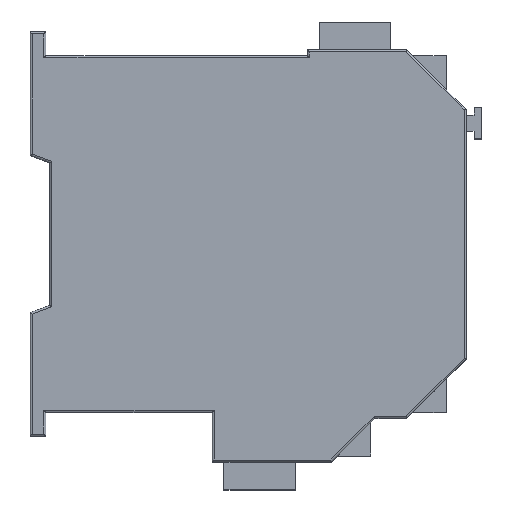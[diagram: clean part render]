
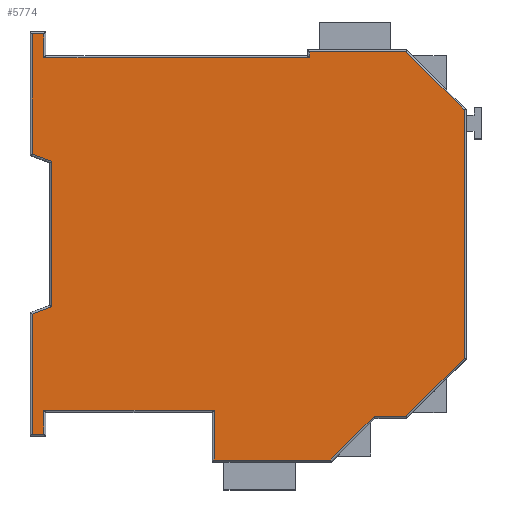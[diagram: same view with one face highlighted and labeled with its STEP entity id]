
A CAD part, top view. The second image highlights one B-rep face of the part: STEP entity #5774.
In plain terms, the highlighted planar face has unit normal (0, 0, 1).
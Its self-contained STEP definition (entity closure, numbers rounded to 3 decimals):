
#2036=DIRECTION('',(-1.,0.,0.));
#2037=VECTOR('',#2036,3.);
#2038=CARTESIAN_POINT('',(3.5,50.5,30.));
#2039=LINE('',#2038,#2037);
#2043=DIRECTION('',(0.,1.,0.));
#2044=VECTOR('',#2043,6.);
#2045=CARTESIAN_POINT('',(3.5,44.5,30.));
#2046=LINE('',#2045,#2044);
#2050=DIRECTION('',(-1.,0.,0.));
#2051=VECTOR('',#2050,67.);
#2052=CARTESIAN_POINT('',(70.5,44.5,30.));
#2053=LINE('',#2052,#2051);
#2057=DIRECTION('',(0.,-1.,0.));
#2058=VECTOR('',#2057,1.5);
#2059=CARTESIAN_POINT('',(70.5,46.,30.));
#2060=LINE('',#2059,#2058);
#2064=DIRECTION('',(-1.,0.,0.));
#2065=VECTOR('',#2064,24.293);
#2066=CARTESIAN_POINT('',(94.793,46.,30.));
#2067=LINE('',#2066,#2065);
#2071=DIRECTION('',(-0.707,0.707,0.));
#2072=VECTOR('',#2071,20.799);
#2073=CARTESIAN_POINT('',(109.5,31.293,30.));
#2074=LINE('',#2073,#2072);
#2078=DIRECTION('',(0.,1.,0.));
#2079=VECTOR('',#2078,62.586);
#2080=CARTESIAN_POINT('',(109.5,-31.293,30.));
#2081=LINE('',#2080,#2079);
#2085=DIRECTION('',(0.707,0.707,0.));
#2086=VECTOR('',#2085,20.799);
#2087=CARTESIAN_POINT('',(94.793,-46.,30.));
#2088=LINE('',#2087,#2086);
#2092=DIRECTION('',(1.,0.,0.));
#2093=VECTOR('',#2092,8.);
#2094=CARTESIAN_POINT('',(86.793,-46.,30.));
#2095=LINE('',#2094,#2093);
#2099=DIRECTION('',(0.707,0.707,0.));
#2100=VECTOR('',#2099,15.556);
#2101=CARTESIAN_POINT('',(75.793,-57.,30.));
#2102=LINE('',#2101,#2100);
#2106=DIRECTION('',(1.,0.,0.));
#2107=VECTOR('',#2106,29.372);
#2108=CARTESIAN_POINT('',(46.421,-57.,30.));
#2109=LINE('',#2108,#2107);
#2113=DIRECTION('',(0.,-1.,0.));
#2114=VECTOR('',#2113,12.5);
#2115=CARTESIAN_POINT('',(46.421,-44.5,30.));
#2116=LINE('',#2115,#2114);
#2120=DIRECTION('',(1.,0.,0.));
#2121=VECTOR('',#2120,42.921);
#2122=CARTESIAN_POINT('',(3.5,-44.5,30.));
#2123=LINE('',#2122,#2121);
#2127=DIRECTION('',(0.,1.,0.));
#2128=VECTOR('',#2127,6.);
#2129=CARTESIAN_POINT('',(3.5,-50.5,30.));
#2130=LINE('',#2129,#2128);
#2134=DIRECTION('',(1.,0.,0.));
#2135=VECTOR('',#2134,3.);
#2136=CARTESIAN_POINT('',(0.5,-50.5,30.));
#2137=LINE('',#2136,#2135);
#2141=DIRECTION('',(0.,1.,0.));
#2142=VECTOR('',#2141,30.33);
#2143=CARTESIAN_POINT('',(0.5,-50.5,30.));
#2144=LINE('',#2143,#2142);
#2148=DIRECTION('',(-0.94,-0.342,0.));
#2149=VECTOR('',#2148,5.321);
#2150=CARTESIAN_POINT('',(5.5,-18.35,30.));
#2151=LINE('',#2150,#2149);
#2155=DIRECTION('',(0.,-1.,0.));
#2156=VECTOR('',#2155,36.7);
#2157=CARTESIAN_POINT('',(5.5,18.35,30.));
#2158=LINE('',#2157,#2156);
#2162=DIRECTION('',(0.94,-0.342,0.));
#2163=VECTOR('',#2162,5.321);
#2164=CARTESIAN_POINT('',(0.5,20.17,30.));
#2165=LINE('',#2164,#2163);
#2169=DIRECTION('',(0.,1.,0.));
#2170=VECTOR('',#2169,30.33);
#2171=CARTESIAN_POINT('',(0.5,20.17,30.));
#2172=LINE('',#2171,#2170);
#3655=CARTESIAN_POINT('',(3.5,50.5,30.));
#3656=CARTESIAN_POINT('',(0.5,50.5,30.));
#3657=VERTEX_POINT('',#3655);
#3658=VERTEX_POINT('',#3656);
#3663=CARTESIAN_POINT('',(0.5,20.17,30.));
#3664=VERTEX_POINT('',#3663);
#3669=CARTESIAN_POINT('',(5.5,18.35,30.));
#3670=VERTEX_POINT('',#3669);
#3673=CARTESIAN_POINT('',(5.5,-18.35,30.));
#3674=VERTEX_POINT('',#3673);
#3675=CARTESIAN_POINT('',(0.5,-20.17,30.));
#3676=VERTEX_POINT('',#3675);
#3679=CARTESIAN_POINT('',(0.5,-50.5,30.));
#3680=VERTEX_POINT('',#3679);
#3685=CARTESIAN_POINT('',(3.5,-50.5,30.));
#3686=VERTEX_POINT('',#3685);
#3689=CARTESIAN_POINT('',(3.5,-44.5,30.));
#3690=VERTEX_POINT('',#3689);
#3693=CARTESIAN_POINT('',(46.421,-44.5,30.));
#3694=VERTEX_POINT('',#3693);
#3697=CARTESIAN_POINT('',(46.421,-57.,30.));
#3698=VERTEX_POINT('',#3697);
#3701=CARTESIAN_POINT('',(75.793,-57.,30.));
#3702=VERTEX_POINT('',#3701);
#3705=CARTESIAN_POINT('',(86.793,-46.,30.));
#3706=VERTEX_POINT('',#3705);
#3709=CARTESIAN_POINT('',(94.793,-46.,30.));
#3710=VERTEX_POINT('',#3709);
#3713=CARTESIAN_POINT('',(109.5,-31.293,30.));
#3714=VERTEX_POINT('',#3713);
#3717=CARTESIAN_POINT('',(109.5,31.293,30.));
#3718=VERTEX_POINT('',#3717);
#3721=CARTESIAN_POINT('',(94.793,46.,30.));
#3722=VERTEX_POINT('',#3721);
#3725=CARTESIAN_POINT('',(70.5,46.,30.));
#3726=VERTEX_POINT('',#3725);
#3729=CARTESIAN_POINT('',(70.5,44.5,30.));
#3730=VERTEX_POINT('',#3729);
#3731=CARTESIAN_POINT('',(3.5,44.5,30.));
#3732=VERTEX_POINT('',#3731);
#5732=CARTESIAN_POINT('',(0.,0.,30.));
#5733=DIRECTION('',(0.,0.,1.));
#5734=DIRECTION('',(1.,0.,0.));
#5735=AXIS2_PLACEMENT_3D('',#5732,#5733,#5734);
#5736=PLANE('',#5735);
#5738=ORIENTED_EDGE('',*,*,#5737,.F.);
#5740=ORIENTED_EDGE('',*,*,#5739,.F.);
#5742=ORIENTED_EDGE('',*,*,#5741,.F.);
#5744=ORIENTED_EDGE('',*,*,#5743,.F.);
#5745=ORIENTED_EDGE('',*,*,#5712,.F.);
#5746=ORIENTED_EDGE('',*,*,#5726,.F.);
#5747=ORIENTED_EDGE('',*,*,#4826,.F.);
#5748=ORIENTED_EDGE('',*,*,#4841,.F.);
#5749=ORIENTED_EDGE('',*,*,#4856,.F.);
#5751=ORIENTED_EDGE('',*,*,#5750,.F.);
#5753=ORIENTED_EDGE('',*,*,#5752,.F.);
#5755=ORIENTED_EDGE('',*,*,#5754,.F.);
#5757=ORIENTED_EDGE('',*,*,#5756,.F.);
#5759=ORIENTED_EDGE('',*,*,#5758,.F.);
#5761=ORIENTED_EDGE('',*,*,#5760,.F.);
#5763=ORIENTED_EDGE('',*,*,#5762,.T.);
#5765=ORIENTED_EDGE('',*,*,#5764,.F.);
#5767=ORIENTED_EDGE('',*,*,#5766,.F.);
#5769=ORIENTED_EDGE('',*,*,#5768,.F.);
#5771=ORIENTED_EDGE('',*,*,#5770,.T.);
#5772=EDGE_LOOP('',(#5738,#5740,#5742,#5744,#5745,#5746,#5747,#5748,#5749,#5751,
#5753,#5755,#5757,#5759,#5761,#5763,#5765,#5767,#5769,#5771));
#5773=FACE_OUTER_BOUND('',#5772,.F.);
#5774=ADVANCED_FACE('',(#5773),#5736,.T.);
#4826=EDGE_CURVE('',#3714,#3718,#2081,.T.);
#4841=EDGE_CURVE('',#3710,#3714,#2088,.T.);
#4856=EDGE_CURVE('',#3706,#3710,#2095,.T.);
#5712=EDGE_CURVE('',#3722,#3726,#2067,.T.);
#5726=EDGE_CURVE('',#3718,#3722,#2074,.T.);
#5737=EDGE_CURVE('',#3657,#3658,#2039,.T.);
#5739=EDGE_CURVE('',#3732,#3657,#2046,.T.);
#5741=EDGE_CURVE('',#3730,#3732,#2053,.T.);
#5743=EDGE_CURVE('',#3726,#3730,#2060,.T.);
#5750=EDGE_CURVE('',#3702,#3706,#2102,.T.);
#5752=EDGE_CURVE('',#3698,#3702,#2109,.T.);
#5754=EDGE_CURVE('',#3694,#3698,#2116,.T.);
#5756=EDGE_CURVE('',#3690,#3694,#2123,.T.);
#5758=EDGE_CURVE('',#3686,#3690,#2130,.T.);
#5760=EDGE_CURVE('',#3680,#3686,#2137,.T.);
#5762=EDGE_CURVE('',#3680,#3676,#2144,.T.);
#5764=EDGE_CURVE('',#3674,#3676,#2151,.T.);
#5766=EDGE_CURVE('',#3670,#3674,#2158,.T.);
#5768=EDGE_CURVE('',#3664,#3670,#2165,.T.);
#5770=EDGE_CURVE('',#3664,#3658,#2172,.T.);
